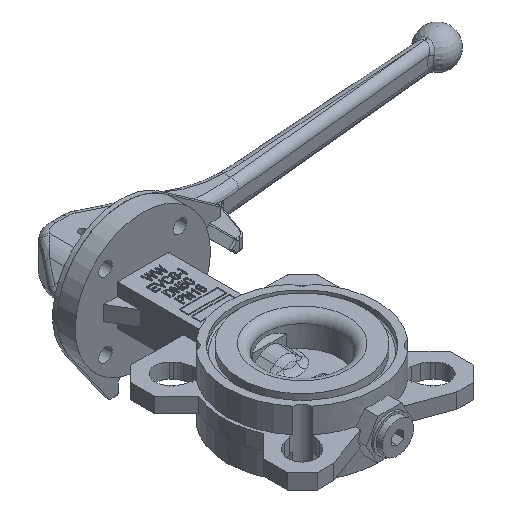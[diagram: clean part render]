
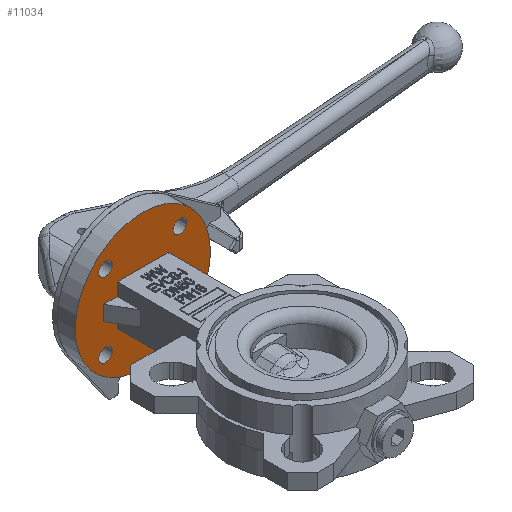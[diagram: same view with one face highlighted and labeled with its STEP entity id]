
A CAD part, isometric view. The second image highlights one B-rep face of the part: STEP entity #11034.
In plain terms, the highlighted planar face has unit normal (0, -1, 0).
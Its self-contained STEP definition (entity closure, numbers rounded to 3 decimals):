
#134=FACE_BOUND('',#1847,.T.);
#135=FACE_BOUND('',#1848,.T.);
#136=FACE_BOUND('',#1849,.T.);
#137=FACE_BOUND('',#1850,.T.);
#138=FACE_BOUND('',#1851,.T.);
#320=PLANE('',#11932);
#1213=FACE_OUTER_BOUND('',#1846,.T.);
#1846=EDGE_LOOP('',(#8512));
#1847=EDGE_LOOP('',(#8513,#8514,#8515,#8516,#8517,#8518,#8519,#8520,#8521,
#8522,#8523,#8524));
#1848=EDGE_LOOP('',(#8525));
#1849=EDGE_LOOP('',(#8526));
#1850=EDGE_LOOP('',(#8527));
#1851=EDGE_LOOP('',(#8528));
#2517=LINE('',#19374,#3441);
#2651=LINE('',#20682,#3575);
#2652=LINE('',#20684,#3576);
#2653=LINE('',#20686,#3577);
#2654=LINE('',#20688,#3578);
#2655=LINE('',#20690,#3579);
#2656=LINE('',#20692,#3580);
#2657=LINE('',#20694,#3581);
#2658=LINE('',#20696,#3582);
#2659=LINE('',#20698,#3583);
#2660=LINE('',#20699,#3584);
#2661=LINE('',#20700,#3585);
#3441=VECTOR('',#13524,1000.);
#3575=VECTOR('',#13714,1000.);
#3576=VECTOR('',#13715,1000.);
#3577=VECTOR('',#13716,1000.);
#3578=VECTOR('',#13717,1000.);
#3579=VECTOR('',#13718,1000.);
#3580=VECTOR('',#13719,1000.);
#3581=VECTOR('',#13720,1000.);
#3582=VECTOR('',#13721,1000.);
#3583=VECTOR('',#13722,1000.);
#3584=VECTOR('',#13723,1000.);
#3585=VECTOR('',#13724,1000.);
#4333=CIRCLE('',#11836,4.5);
#4335=CIRCLE('',#11839,4.5);
#4337=CIRCLE('',#11842,4.5);
#4339=CIRCLE('',#11845,4.5);
#4342=CIRCLE('',#11849,45.);
#4871=VERTEX_POINT('',#19167);
#4873=VERTEX_POINT('',#19173);
#4875=VERTEX_POINT('',#19179);
#4877=VERTEX_POINT('',#19185);
#4880=VERTEX_POINT('',#19193);
#4923=VERTEX_POINT('',#19371);
#4924=VERTEX_POINT('',#19373);
#5134=VERTEX_POINT('',#20680);
#5135=VERTEX_POINT('',#20681);
#5136=VERTEX_POINT('',#20683);
#5137=VERTEX_POINT('',#20685);
#5138=VERTEX_POINT('',#20687);
#5139=VERTEX_POINT('',#20689);
#5140=VERTEX_POINT('',#20691);
#5141=VERTEX_POINT('',#20693);
#5142=VERTEX_POINT('',#20695);
#5143=VERTEX_POINT('',#20697);
#6095=EDGE_CURVE('',#4871,#4871,#4333,.T.);
#6098=EDGE_CURVE('',#4873,#4873,#4335,.T.);
#6101=EDGE_CURVE('',#4875,#4875,#4337,.T.);
#6104=EDGE_CURVE('',#4877,#4877,#4339,.T.);
#6109=EDGE_CURVE('',#4880,#4880,#4342,.T.);
#6179=EDGE_CURVE('',#4923,#4924,#2517,.T.);
#6396=EDGE_CURVE('',#5134,#5135,#2651,.T.);
#6397=EDGE_CURVE('',#5134,#5136,#2652,.T.);
#6398=EDGE_CURVE('',#5136,#5137,#2653,.T.);
#6399=EDGE_CURVE('',#5137,#5138,#2654,.T.);
#6400=EDGE_CURVE('',#5139,#5138,#2655,.T.);
#6401=EDGE_CURVE('',#5140,#5139,#2656,.T.);
#6402=EDGE_CURVE('',#5140,#5141,#2657,.T.);
#6403=EDGE_CURVE('',#5142,#5141,#2658,.T.);
#6404=EDGE_CURVE('',#5143,#5142,#2659,.T.);
#6405=EDGE_CURVE('',#4924,#5143,#2660,.T.);
#6406=EDGE_CURVE('',#4923,#5135,#2661,.T.);
#8512=ORIENTED_EDGE('',*,*,#6109,.F.);
#8513=ORIENTED_EDGE('',*,*,#6396,.F.);
#8514=ORIENTED_EDGE('',*,*,#6397,.T.);
#8515=ORIENTED_EDGE('',*,*,#6398,.T.);
#8516=ORIENTED_EDGE('',*,*,#6399,.T.);
#8517=ORIENTED_EDGE('',*,*,#6400,.F.);
#8518=ORIENTED_EDGE('',*,*,#6401,.F.);
#8519=ORIENTED_EDGE('',*,*,#6402,.T.);
#8520=ORIENTED_EDGE('',*,*,#6403,.F.);
#8521=ORIENTED_EDGE('',*,*,#6404,.F.);
#8522=ORIENTED_EDGE('',*,*,#6405,.F.);
#8523=ORIENTED_EDGE('',*,*,#6179,.F.);
#8524=ORIENTED_EDGE('',*,*,#6406,.T.);
#8525=ORIENTED_EDGE('',*,*,#6095,.T.);
#8526=ORIENTED_EDGE('',*,*,#6098,.T.);
#8527=ORIENTED_EDGE('',*,*,#6101,.T.);
#8528=ORIENTED_EDGE('',*,*,#6104,.T.);
#11034=ADVANCED_FACE('',(#1213,#134,#135,#136,#137,#138),#320,.F.);
#11836=AXIS2_PLACEMENT_3D('',#19168,#13358,#13359);
#11839=AXIS2_PLACEMENT_3D('',#19174,#13365,#13366);
#11842=AXIS2_PLACEMENT_3D('',#19180,#13372,#13373);
#11845=AXIS2_PLACEMENT_3D('',#19186,#13379,#13380);
#11849=AXIS2_PLACEMENT_3D('',#19195,#13389,#13390);
#11932=AXIS2_PLACEMENT_3D('',#20679,#13712,#13713);
#13358=DIRECTION('center_axis',(0.,1.,0.));
#13359=DIRECTION('ref_axis',(0.,0.,1.));
#13365=DIRECTION('center_axis',(0.,1.,0.));
#13366=DIRECTION('ref_axis',(0.,0.,1.));
#13372=DIRECTION('center_axis',(0.,1.,0.));
#13373=DIRECTION('ref_axis',(0.,0.,1.));
#13379=DIRECTION('center_axis',(0.,1.,0.));
#13380=DIRECTION('ref_axis',(0.,0.,1.));
#13389=DIRECTION('center_axis',(0.,1.,0.));
#13390=DIRECTION('ref_axis',(0.,0.,1.));
#13524=DIRECTION('',(-1.,0.,0.));
#13712=DIRECTION('center_axis',(0.,1.,0.));
#13713=DIRECTION('ref_axis',(0.,0.,1.));
#13714=DIRECTION('',(-1.,0.,0.));
#13715=DIRECTION('',(0.,0.,-1.));
#13716=DIRECTION('',(-1.,0.,0.));
#13717=DIRECTION('',(0.,0.,-1.));
#13718=DIRECTION('',(1.,0.,0.));
#13719=DIRECTION('',(0.,0.,-1.));
#13720=DIRECTION('',(-1.,0.,0.));
#13721=DIRECTION('',(0.,0.,-1.));
#13722=DIRECTION('',(-1.,0.,0.));
#13723=DIRECTION('',(0.,0.,-1.));
#13724=DIRECTION('',(0.,0.,-1.));
#19167=CARTESIAN_POINT('',(-24.749,106.,-29.249));
#19168=CARTESIAN_POINT('Origin',(-24.749,106.,-24.749));
#19173=CARTESIAN_POINT('',(-24.749,106.,20.249));
#19174=CARTESIAN_POINT('Origin',(-24.749,106.,24.749));
#19179=CARTESIAN_POINT('',(24.749,106.,20.249));
#19180=CARTESIAN_POINT('Origin',(24.749,106.,24.749));
#19185=CARTESIAN_POINT('',(24.749,106.,-29.249));
#19186=CARTESIAN_POINT('Origin',(24.749,106.,-24.749));
#19193=CARTESIAN_POINT('',(0.,106.,-45.));
#19195=CARTESIAN_POINT('Origin',(0.,106.,0.));
#19371=CARTESIAN_POINT('',(17.,106.,13.5));
#19373=CARTESIAN_POINT('',(-17.,106.,13.5));
#19374=CARTESIAN_POINT('',(7.794,106.,13.5));
#20679=CARTESIAN_POINT('Origin',(0.,106.,0.));
#20680=CARTESIAN_POINT('',(26.,106.,5.));
#20681=CARTESIAN_POINT('',(17.,106.,5.));
#20682=CARTESIAN_POINT('',(-26.,106.,5.));
#20683=CARTESIAN_POINT('',(26.,106.,-5.));
#20684=CARTESIAN_POINT('',(26.,106.,5.));
#20685=CARTESIAN_POINT('',(17.,106.,-5.));
#20686=CARTESIAN_POINT('',(-26.,106.,-5.));
#20687=CARTESIAN_POINT('',(17.,106.,-13.5));
#20688=CARTESIAN_POINT('',(17.,106.,13.5));
#20689=CARTESIAN_POINT('',(-17.,106.,-13.5));
#20690=CARTESIAN_POINT('',(-7.794,106.,-13.5));
#20691=CARTESIAN_POINT('',(-17.,106.,-5.));
#20692=CARTESIAN_POINT('',(-17.,106.,13.5));
#20693=CARTESIAN_POINT('',(-26.,106.,-5.));
#20694=CARTESIAN_POINT('',(-26.,106.,-5.));
#20695=CARTESIAN_POINT('',(-26.,106.,5.));
#20696=CARTESIAN_POINT('',(-26.,106.,5.));
#20697=CARTESIAN_POINT('',(-17.,106.,5.));
#20698=CARTESIAN_POINT('',(-26.,106.,5.));
#20699=CARTESIAN_POINT('',(-17.,106.,13.5));
#20700=CARTESIAN_POINT('',(17.,106.,13.5));
